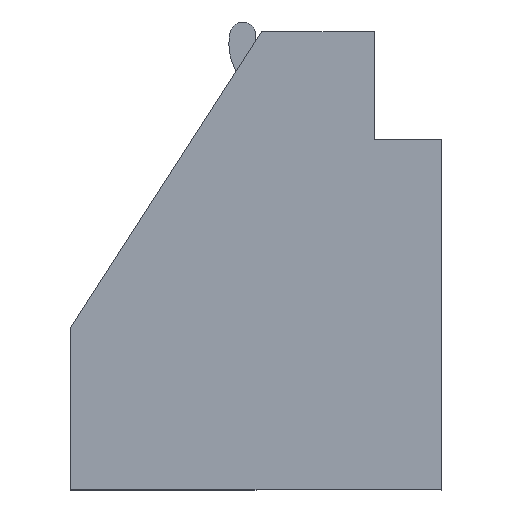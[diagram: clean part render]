
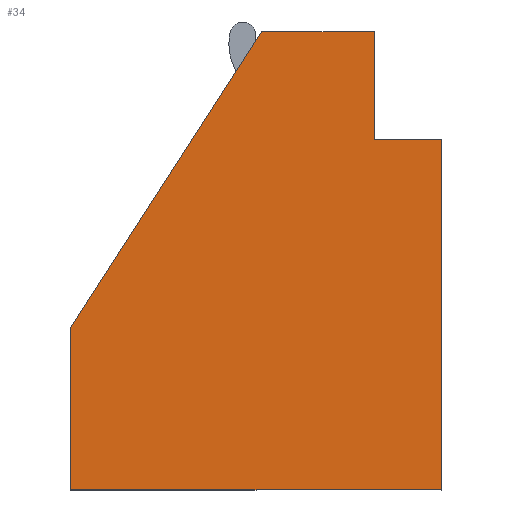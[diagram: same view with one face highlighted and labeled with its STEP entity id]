
A CAD part, top view. The second image highlights one B-rep face of the part: STEP entity #34.
In plain terms, the highlighted planar face has unit normal (0, 0, 1).
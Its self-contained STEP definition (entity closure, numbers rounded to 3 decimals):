
#16 = DIRECTION ( 'NONE',  ( -1., 0., 0. ) ) ;
#34 = ADVANCED_FACE ( 'NONE', ( #1929 ), #3037, .T. ) ;
#66 = VECTOR ( 'NONE', #16, 1000. ) ;
#145 = EDGE_CURVE ( 'NONE', #1182, #756, #2388, .T. ) ;
#315 = CARTESIAN_POINT ( 'NONE',  ( 12.409, 5.887, 8.731 ) ) ;
#393 = AXIS2_PLACEMENT_3D ( 'NONE', #561, #2185, #1661 ) ;
#429 = DIRECTION ( 'NONE',  ( 1., 0., 0. ) ) ;
#561 = CARTESIAN_POINT ( 'NONE',  ( 0., 0., 8.731 ) ) ;
#583 = ORIENTED_EDGE ( 'NONE', *, *, #145, .T. ) ;
#627 = CARTESIAN_POINT ( 'NONE',  ( -5.182, -14.399, 8.731 ) ) ;
#676 = ORIENTED_EDGE ( 'NONE', *, *, #3095, .T. ) ;
#686 = DIRECTION ( 'NONE',  ( 0., -1., 0. ) ) ;
#756 = VERTEX_POINT ( 'NONE', #3148 ) ;
#764 = DIRECTION ( 'NONE',  ( 0., 1., 0. ) ) ;
#772 = CARTESIAN_POINT ( 'NONE',  ( 5.894, 12.148, 8.731 ) ) ;
#809 = CARTESIAN_POINT ( 'NONE',  ( 12.409, 12.148, 8.731 ) ) ;
#844 = ORIENTED_EDGE ( 'NONE', *, *, #2694, .T. ) ;
#849 = VECTOR ( 'NONE', #1674, 1000. ) ;
#878 = EDGE_CURVE ( 'NONE', #2829, #1182, #2118, .T. ) ;
#916 = LINE ( 'NONE', #2198, #849 ) ;
#917 = EDGE_CURVE ( 'NONE', #3137, #2849, #916, .T. ) ;
#987 = DIRECTION ( 'NONE',  ( -0.542, -0.84, 0. ) ) ;
#1182 = VERTEX_POINT ( 'NONE', #3321 ) ;
#1218 = ORIENTED_EDGE ( 'NONE', *, *, #2539, .T. ) ;
#1351 = CARTESIAN_POINT ( 'NONE',  ( -5.182, -14.399, 8.731 ) ) ;
#1448 = CARTESIAN_POINT ( 'NONE',  ( 12.409, 5.887, 8.731 ) ) ;
#1449 = VERTEX_POINT ( 'NONE', #1448 ) ;
#1454 = LINE ( 'NONE', #3394, #1731 ) ;
#1661 = DIRECTION ( 'NONE',  ( 1., 0., 0. ) ) ;
#1674 = DIRECTION ( 'NONE',  ( 0., 1., 0. ) ) ;
#1731 = VECTOR ( 'NONE', #686, 1000. ) ;
#1834 = ORIENTED_EDGE ( 'NONE', *, *, #917, .T. ) ;
#1850 = DIRECTION ( 'NONE',  ( -1., 0., 0. ) ) ;
#1872 = EDGE_LOOP ( 'NONE', ( #1834, #1218, #676, #3064, #583, #844, #3454 ) ) ;
#1892 = VECTOR ( 'NONE', #987, 1000. ) ;
#1929 = FACE_OUTER_BOUND ( 'NONE', #1872, .T. ) ;
#1941 = VECTOR ( 'NONE', #1850, 1000. ) ;
#2118 = LINE ( 'NONE', #2996, #1941 ) ;
#2152 = LINE ( 'NONE', #3535, #3254 ) ;
#2185 = DIRECTION ( 'NONE',  ( 0., 0., 1. ) ) ;
#2198 = CARTESIAN_POINT ( 'NONE',  ( 16.305, 5.887, 8.731 ) ) ;
#2268 = VERTEX_POINT ( 'NONE', #1351 ) ;
#2388 = LINE ( 'NONE', #772, #1892 ) ;
#2539 = EDGE_CURVE ( 'NONE', #2849, #1449, #3323, .T. ) ;
#2606 = EDGE_CURVE ( 'NONE', #2268, #3137, #3166, .T. ) ;
#2694 = EDGE_CURVE ( 'NONE', #756, #2268, #1454, .T. ) ;
#2829 = VERTEX_POINT ( 'NONE', #809 ) ;
#2849 = VERTEX_POINT ( 'NONE', #3381 ) ;
#2996 = CARTESIAN_POINT ( 'NONE',  ( 12.409, 12.148, 8.731 ) ) ;
#3008 = CARTESIAN_POINT ( 'NONE',  ( 16.305, -14.399, 8.731 ) ) ;
#3037 = PLANE ( 'NONE',  #393 ) ;
#3064 = ORIENTED_EDGE ( 'NONE', *, *, #878, .T. ) ;
#3095 = EDGE_CURVE ( 'NONE', #1449, #2829, #2152, .T. ) ;
#3137 = VERTEX_POINT ( 'NONE', #3008 ) ;
#3148 = CARTESIAN_POINT ( 'NONE',  ( -5.182, -5.009, 8.731 ) ) ;
#3166 = LINE ( 'NONE', #627, #3579 ) ;
#3254 = VECTOR ( 'NONE', #764, 1000. ) ;
#3321 = CARTESIAN_POINT ( 'NONE',  ( 5.894, 12.148, 8.731 ) ) ;
#3323 = LINE ( 'NONE', #315, #66 ) ;
#3381 = CARTESIAN_POINT ( 'NONE',  ( 16.305, 5.887, 8.731 ) ) ;
#3394 = CARTESIAN_POINT ( 'NONE',  ( -5.182, -5.009, 8.731 ) ) ;
#3454 = ORIENTED_EDGE ( 'NONE', *, *, #2606, .T. ) ;
#3535 = CARTESIAN_POINT ( 'NONE',  ( 12.409, 5.887, 8.731 ) ) ;
#3579 = VECTOR ( 'NONE', #429, 1000. ) ;
